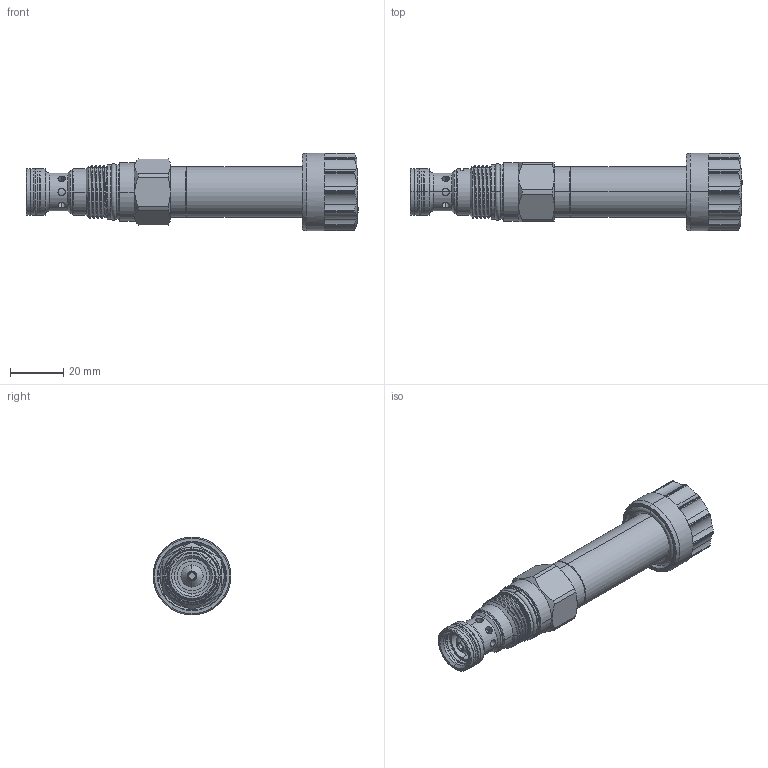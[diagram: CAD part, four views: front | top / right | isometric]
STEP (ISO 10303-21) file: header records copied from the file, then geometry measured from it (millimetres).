
FILE_DESCRIPTION (( 'STEP AP203' ), '1' );
FILE_NAME ('PFC13A2D-P.STEP', '2016-07-26T07:11:53', ( '' ), ( '' ), 'SwSTEP 2.0', 'SolidWorks 2012', '' );
FILE_SCHEMA (( 'CONFIG_CONTROL_DESIGN' ));
Length unit declared in the file: millimetre
Products named in the file (1): PFC13A2D-P
Bounding box: 124.53 x 29.2 x 29.2 mm (x, y, z)
Volume: 40894.6 mm3; surface area: 16757.9 mm2
Topology: 7 solids, 7 shells, 407 faces, 984 edges, 627 vertices
Faces by surface type: cylinder 185, plane 126, cone 64, torus 20, bspline 12
Entity records: 16560 total; most frequent: CARTESIAN_POINT 7096, ORIENTED_EDGE 1968, DIRECTION 1947, EDGE_CURVE 984, AXIS2_PLACEMENT_3D 752, VERTEX_POINT 627, EDGE_LOOP 453, LINE 443
